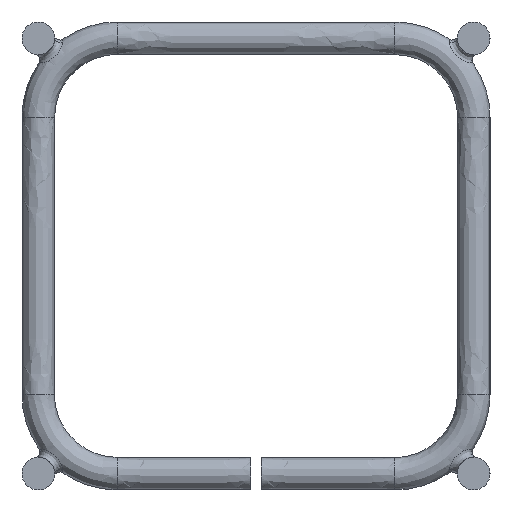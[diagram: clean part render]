
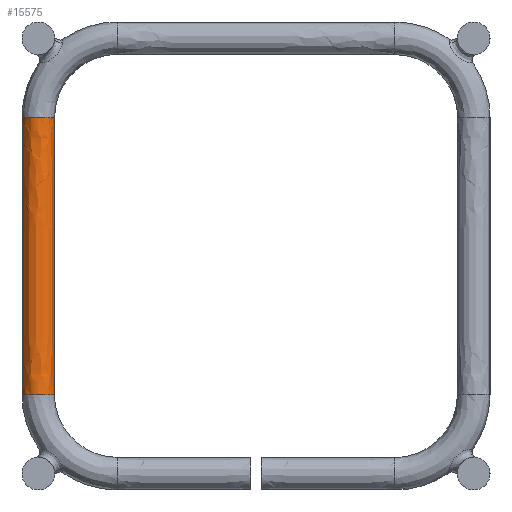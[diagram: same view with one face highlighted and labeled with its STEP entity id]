
A CAD part, left-side view. The second image highlights one B-rep face of the part: STEP entity #15575.
In plain terms, the highlighted free-form (B-spline) face has degree [5, 5] with [6, 6] control points.
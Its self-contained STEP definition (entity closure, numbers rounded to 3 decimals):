
#15358=CARTESIAN_POINT('Vertex',(-100.,43.,-25.515)) ;
#15368=CARTESIAN_POINT('Vertex',(-100.,37.,-25.515)) ;
#15435=CARTESIAN_POINT('Control Point',(-100.,37.,-25.515)) ;
#15436=CARTESIAN_POINT('Control Point',(-88.,37.,-25.515)) ;
#15437=CARTESIAN_POINT('Control Point',(-94.,49.,-25.515)) ;
#15438=CARTESIAN_POINT('Control Point',(-106.,49.,-25.515)) ;
#15439=CARTESIAN_POINT('Control Point',(-112.,37.,-25.515)) ;
#15440=CARTESIAN_POINT('Control Point',(-100.,37.,-25.515)) ;
#15490=CARTESIAN_POINT('Control Point',(-100.,43.,-25.515)) ;
#15491=CARTESIAN_POINT('Control Point',(-100.,43.,-15.309)) ;
#15492=CARTESIAN_POINT('Control Point',(-100.,43.,-5.103)) ;
#15493=CARTESIAN_POINT('Control Point',(-100.,43.,5.103)) ;
#15494=CARTESIAN_POINT('Control Point',(-100.,43.,15.309)) ;
#15495=CARTESIAN_POINT('Control Point',(-100.,43.,25.515)) ;
#15496=CARTESIAN_POINT('Vertex',(-100.,43.,25.515)) ;
#15506=CARTESIAN_POINT('Vertex',(-100.,37.,25.515)) ;
#15510=CARTESIAN_POINT('Control Point',(-100.,37.,-25.515)) ;
#15511=CARTESIAN_POINT('Control Point',(-100.,37.,-15.309)) ;
#15512=CARTESIAN_POINT('Control Point',(-100.,37.,-5.103)) ;
#15513=CARTESIAN_POINT('Control Point',(-100.,37.,5.103)) ;
#15514=CARTESIAN_POINT('Control Point',(-100.,37.,15.309)) ;
#15515=CARTESIAN_POINT('Control Point',(-100.,37.,25.515)) ;
#15525=CARTESIAN_POINT('Control Point',(-100.,37.,-25.515)) ;
#15526=CARTESIAN_POINT('Control Point',(-88.,37.,-25.515)) ;
#15527=CARTESIAN_POINT('Control Point',(-94.,49.,-25.515)) ;
#15528=CARTESIAN_POINT('Control Point',(-106.,49.,-25.515)) ;
#15529=CARTESIAN_POINT('Control Point',(-112.,37.,-25.515)) ;
#15530=CARTESIAN_POINT('Control Point',(-100.,37.,-25.515)) ;
#15531=CARTESIAN_POINT('Control Point',(-100.,37.,-15.309)) ;
#15532=CARTESIAN_POINT('Control Point',(-88.,37.,-15.309)) ;
#15533=CARTESIAN_POINT('Control Point',(-94.,49.,-15.309)) ;
#15534=CARTESIAN_POINT('Control Point',(-106.,49.,-15.309)) ;
#15535=CARTESIAN_POINT('Control Point',(-112.,37.,-15.309)) ;
#15536=CARTESIAN_POINT('Control Point',(-100.,37.,-15.309)) ;
#15537=CARTESIAN_POINT('Control Point',(-100.,37.,-5.103)) ;
#15538=CARTESIAN_POINT('Control Point',(-88.,37.,-5.103)) ;
#15539=CARTESIAN_POINT('Control Point',(-94.,49.,-5.103)) ;
#15540=CARTESIAN_POINT('Control Point',(-106.,49.,-5.103)) ;
#15541=CARTESIAN_POINT('Control Point',(-112.,37.,-5.103)) ;
#15542=CARTESIAN_POINT('Control Point',(-100.,37.,-5.103)) ;
#15543=CARTESIAN_POINT('Control Point',(-100.,37.,5.103)) ;
#15544=CARTESIAN_POINT('Control Point',(-88.,37.,5.103)) ;
#15545=CARTESIAN_POINT('Control Point',(-94.,49.,5.103)) ;
#15546=CARTESIAN_POINT('Control Point',(-106.,49.,5.103)) ;
#15547=CARTESIAN_POINT('Control Point',(-112.,37.,5.103)) ;
#15548=CARTESIAN_POINT('Control Point',(-100.,37.,5.103)) ;
#15549=CARTESIAN_POINT('Control Point',(-100.,37.,15.309)) ;
#15550=CARTESIAN_POINT('Control Point',(-88.,37.,15.309)) ;
#15551=CARTESIAN_POINT('Control Point',(-94.,49.,15.309)) ;
#15552=CARTESIAN_POINT('Control Point',(-106.,49.,15.309)) ;
#15553=CARTESIAN_POINT('Control Point',(-112.,37.,15.309)) ;
#15554=CARTESIAN_POINT('Control Point',(-100.,37.,15.309)) ;
#15555=CARTESIAN_POINT('Control Point',(-100.,37.,25.515)) ;
#15556=CARTESIAN_POINT('Control Point',(-88.,37.,25.515)) ;
#15557=CARTESIAN_POINT('Control Point',(-94.,49.,25.515)) ;
#15558=CARTESIAN_POINT('Control Point',(-106.,49.,25.515)) ;
#15559=CARTESIAN_POINT('Control Point',(-112.,37.,25.515)) ;
#15560=CARTESIAN_POINT('Control Point',(-100.,37.,25.515)) ;
#15562=CARTESIAN_POINT('Control Point',(-100.,37.,25.515)) ;
#15563=CARTESIAN_POINT('Control Point',(-88.,37.,25.515)) ;
#15564=CARTESIAN_POINT('Control Point',(-94.,49.,25.515)) ;
#15565=CARTESIAN_POINT('Control Point',(-106.,49.,25.515)) ;
#15566=CARTESIAN_POINT('Control Point',(-112.,37.,25.515)) ;
#15567=CARTESIAN_POINT('Control Point',(-100.,37.,25.515)) ;
#15570=ORIENTED_EDGE('',*,*,#15441,.T.) ;
#15571=ORIENTED_EDGE('',*,*,#15516,.F.) ;
#15572=ORIENTED_EDGE('',*,*,#15568,.F.) ;
#15573=ORIENTED_EDGE('',*,*,#15498,.T.) ;
#15575=ADVANCED_FACE('Schweisskonstruktion',(#15574),#15524,.F.) ;
#15441=EDGE_CURVE('',#15359,#15369,#15434,.T.) ;
#15498=EDGE_CURVE('',#15497,#15359,#15489,.F.) ;
#15516=EDGE_CURVE('',#15507,#15369,#15509,.F.) ;
#15568=EDGE_CURVE('',#15497,#15507,#15561,.T.) ;
#15569=EDGE_LOOP('',(#15570,#15571,#15572,#15573)) ;
#15574=FACE_OUTER_BOUND('',#15569,.T.) ;
#15359=VERTEX_POINT('',#15358) ;
#15369=VERTEX_POINT('',#15368) ;
#15497=VERTEX_POINT('',#15496) ;
#15507=VERTEX_POINT('',#15506) ;
#15434=(BOUNDED_CURVE()B_SPLINE_CURVE(5,(#15435,#15436,#15437,#15438,#15439,#15440),.UNSPECIFIED.,.F.,.U.)B_SPLINE_CURVE_WITH_KNOTS((6,6),(0.,18.85),.UNSPECIFIED.)CURVE()GEOMETRIC_REPRESENTATION_ITEM()RATIONAL_B_SPLINE_CURVE((1.,0.2,0.2,0.2,0.2,1.))REPRESENTATION_ITEM('')) ;
#15489=(BOUNDED_CURVE()B_SPLINE_CURVE(5,(#15490,#15491,#15492,#15493,#15494,#15495),.UNSPECIFIED.,.F.,.U.)B_SPLINE_CURVE_WITH_KNOTS((6,6),(0.,51.029),.UNSPECIFIED.)CURVE()GEOMETRIC_REPRESENTATION_ITEM()RATIONAL_B_SPLINE_CURVE((0.25,0.25,0.25,0.25,0.25,0.25))REPRESENTATION_ITEM('')) ;
#15509=(BOUNDED_CURVE()B_SPLINE_CURVE(5,(#15510,#15511,#15512,#15513,#15514,#15515),.UNSPECIFIED.,.F.,.U.)B_SPLINE_CURVE_WITH_KNOTS((6,6),(0.,51.029),.UNSPECIFIED.)CURVE()GEOMETRIC_REPRESENTATION_ITEM()RATIONAL_B_SPLINE_CURVE((1.,1.,1.,1.,1.,1.))REPRESENTATION_ITEM('')) ;
#15561=(BOUNDED_CURVE()B_SPLINE_CURVE(5,(#15562,#15563,#15564,#15565,#15566,#15567),.UNSPECIFIED.,.F.,.U.)B_SPLINE_CURVE_WITH_KNOTS((6,6),(0.,18.85),.UNSPECIFIED.)CURVE()GEOMETRIC_REPRESENTATION_ITEM()RATIONAL_B_SPLINE_CURVE((1.,0.2,0.2,0.2,0.2,1.))REPRESENTATION_ITEM('')) ;
#15524=(BOUNDED_SURFACE()B_SPLINE_SURFACE(5,5,((#15525,#15526,#15527,#15528,#15529,#15530),(#15531,#15532,#15533,#15534,#15535,#15536),(#15537,#15538,#15539,#15540,#15541,#15542),(#15543,#15544,#15545,#15546,#15547,#15548),(#15549,#15550,#15551,#15552,#15553,#15554),(#15555,#15556,#15557,#15558,#15559,#15560)),.UNSPECIFIED.,.F.,.F.,.U.)B_SPLINE_SURFACE_WITH_KNOTS((6,6),(6,6),(0.,51.029),(0.,18.85),.UNSPECIFIED.)GEOMETRIC_REPRESENTATION_ITEM()RATIONAL_B_SPLINE_SURFACE(((1.,0.2,0.2,0.2,0.2,1.),(1.,0.2,0.2,0.2,0.2,1.),(1.,0.2,0.2,0.2,0.2,1.),(1.,0.2,0.2,0.2,0.2,1.),(1.,0.2,0.2,0.2,0.2,1.),(1.,0.2,0.2,0.2,0.2,1.)))REPRESENTATION_ITEM('Rational BSpline Surface')SURFACE()) ;
